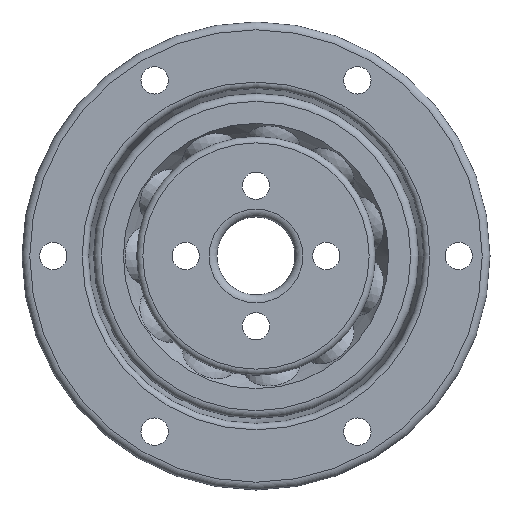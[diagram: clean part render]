
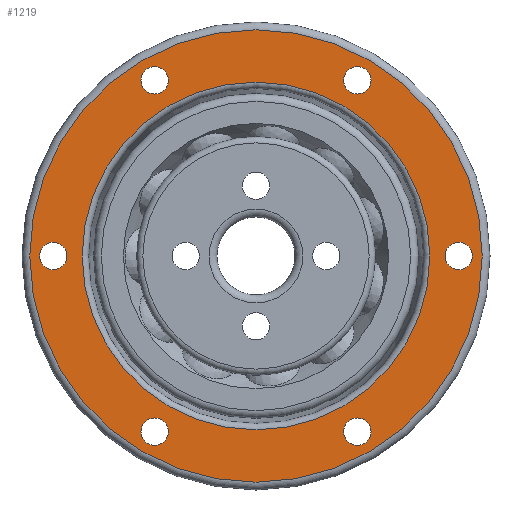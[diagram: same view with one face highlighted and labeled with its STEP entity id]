
A CAD part, front view. The second image highlights one B-rep face of the part: STEP entity #1219.
In plain terms, the highlighted face is planar.
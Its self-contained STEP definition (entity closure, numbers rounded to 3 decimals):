
#246=FACE_BOUND('',#416,.T.);
#247=FACE_BOUND('',#417,.T.);
#248=FACE_BOUND('',#418,.T.);
#249=FACE_BOUND('',#419,.T.);
#250=FACE_BOUND('',#420,.T.);
#251=FACE_BOUND('',#421,.T.);
#252=FACE_BOUND('',#422,.T.);
#258=PLANE('',#1426);
#305=FACE_OUTER_BOUND('',#415,.T.);
#415=EDGE_LOOP('',(#1103));
#416=EDGE_LOOP('',(#1104));
#417=EDGE_LOOP('',(#1105));
#418=EDGE_LOOP('',(#1106));
#419=EDGE_LOOP('',(#1107));
#420=EDGE_LOOP('',(#1108));
#421=EDGE_LOOP('',(#1109));
#422=EDGE_LOOP('',(#1110));
#516=CIRCLE('',#1423,22.285);
#519=CIRCLE('',#1427,29.);
#520=CIRCLE('',#1428,1.75);
#521=CIRCLE('',#1429,1.75);
#522=CIRCLE('',#1430,1.75);
#523=CIRCLE('',#1431,1.75);
#524=CIRCLE('',#1432,1.75);
#525=CIRCLE('',#1433,1.75);
#663=VERTEX_POINT('',#3101);
#665=VERTEX_POINT('',#3107);
#666=VERTEX_POINT('',#3109);
#667=VERTEX_POINT('',#3111);
#668=VERTEX_POINT('',#3113);
#669=VERTEX_POINT('',#3115);
#670=VERTEX_POINT('',#3117);
#671=VERTEX_POINT('',#3119);
#812=EDGE_CURVE('',#663,#663,#516,.T.);
#815=EDGE_CURVE('',#665,#665,#519,.T.);
#816=EDGE_CURVE('',#666,#666,#520,.T.);
#817=EDGE_CURVE('',#667,#667,#521,.T.);
#818=EDGE_CURVE('',#668,#668,#522,.T.);
#819=EDGE_CURVE('',#669,#669,#523,.T.);
#820=EDGE_CURVE('',#670,#670,#524,.T.);
#821=EDGE_CURVE('',#671,#671,#525,.T.);
#1103=ORIENTED_EDGE('',*,*,#815,.F.);
#1104=ORIENTED_EDGE('',*,*,#816,.T.);
#1105=ORIENTED_EDGE('',*,*,#817,.T.);
#1106=ORIENTED_EDGE('',*,*,#818,.T.);
#1107=ORIENTED_EDGE('',*,*,#819,.T.);
#1108=ORIENTED_EDGE('',*,*,#820,.T.);
#1109=ORIENTED_EDGE('',*,*,#821,.T.);
#1110=ORIENTED_EDGE('',*,*,#812,.F.);
#1219=ADVANCED_FACE('',(#305,#246,#247,#248,#249,#250,#251,#252),#258,.T.);
#1423=AXIS2_PLACEMENT_3D('',#3102,#1736,#1737);
#1426=AXIS2_PLACEMENT_3D('',#3106,#1742,#1743);
#1427=AXIS2_PLACEMENT_3D('',#3108,#1744,#1745);
#1428=AXIS2_PLACEMENT_3D('',#3110,#1746,#1747);
#1429=AXIS2_PLACEMENT_3D('',#3112,#1748,#1749);
#1430=AXIS2_PLACEMENT_3D('',#3114,#1750,#1751);
#1431=AXIS2_PLACEMENT_3D('',#3116,#1752,#1753);
#1432=AXIS2_PLACEMENT_3D('',#3118,#1754,#1755);
#1433=AXIS2_PLACEMENT_3D('',#3120,#1756,#1757);
#1736=DIRECTION('center_axis',(0.,1.,0.));
#1737=DIRECTION('ref_axis',(-1.,0.,0.));
#1742=DIRECTION('center_axis',(0.,1.,0.));
#1743=DIRECTION('ref_axis',(0.,0.,1.));
#1744=DIRECTION('center_axis',(0.,-1.,0.));
#1745=DIRECTION('ref_axis',(-1.,0.,0.));
#1746=DIRECTION('center_axis',(0.,-1.,0.));
#1747=DIRECTION('ref_axis',(0.866,0.,-0.5));
#1748=DIRECTION('center_axis',(0.,-1.,0.));
#1749=DIRECTION('ref_axis',(0.866,0.,0.5));
#1750=DIRECTION('center_axis',(0.,-1.,0.));
#1751=DIRECTION('ref_axis',(0.,0.,1.));
#1752=DIRECTION('center_axis',(0.,-1.,0.));
#1753=DIRECTION('ref_axis',(-0.866,0.,0.5));
#1754=DIRECTION('center_axis',(0.,-1.,0.));
#1755=DIRECTION('ref_axis',(-0.866,0.,-0.5));
#1756=DIRECTION('center_axis',(0.,-1.,0.));
#1757=DIRECTION('ref_axis',(0.,0.,-1.));
#3101=CARTESIAN_POINT('',(0.,5.,22.285));
#3102=CARTESIAN_POINT('Origin',(0.,5.,0.));
#3106=CARTESIAN_POINT('Origin',(30.,5.,0.));
#3107=CARTESIAN_POINT('',(0.,5.,29.));
#3108=CARTESIAN_POINT('Origin',(0.,5.,0.));
#3109=CARTESIAN_POINT('',(11.484,5.,23.392));
#3110=CARTESIAN_POINT('Origin',(13.,5.,22.517));
#3111=CARTESIAN_POINT('',(-14.516,5.,21.642));
#3112=CARTESIAN_POINT('Origin',(-13.,5.,22.517));
#3113=CARTESIAN_POINT('',(-26.,5.,-1.75));
#3114=CARTESIAN_POINT('Origin',(-26.,5.,0.));
#3115=CARTESIAN_POINT('',(-11.484,5.,-23.392));
#3116=CARTESIAN_POINT('Origin',(-13.,5.,-22.517));
#3117=CARTESIAN_POINT('',(14.516,5.,-21.642));
#3118=CARTESIAN_POINT('Origin',(13.,5.,-22.517));
#3119=CARTESIAN_POINT('',(26.,5.,1.75));
#3120=CARTESIAN_POINT('Origin',(26.,5.,0.));
